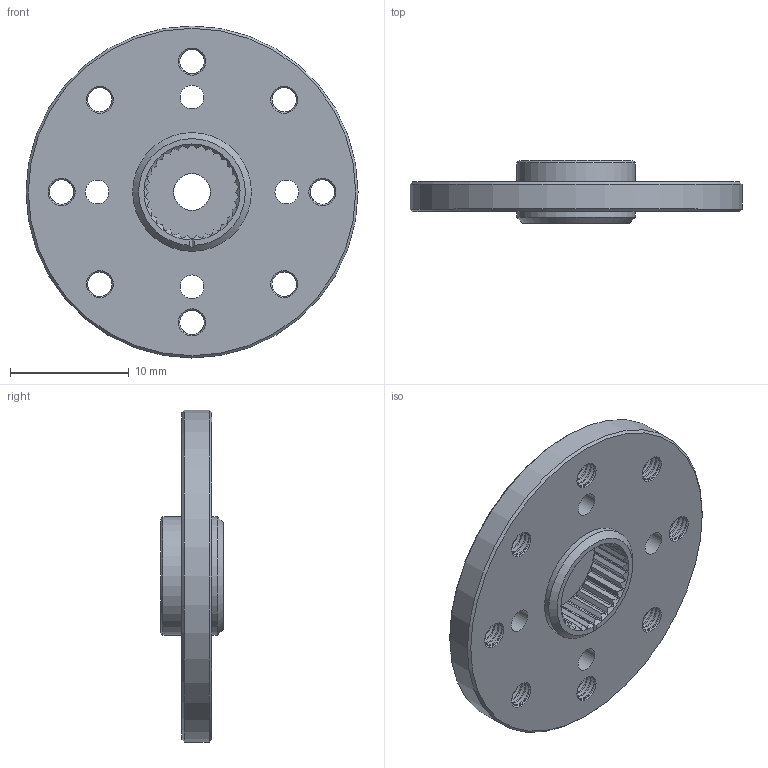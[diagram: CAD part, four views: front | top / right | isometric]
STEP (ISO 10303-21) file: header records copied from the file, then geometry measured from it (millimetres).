
FILE_DESCRIPTION(/* description */ (''),/* implementation_level */ '2;1');
FILE_NAME(/* name */ 'HN05-N101.step',/* time_stamp */ '2019-12-10T23:28:03+00:00',/* author */ (''),/* organization */ (''),/* preprocessor_version */ 'ST-DEVELOPER v18',/* originating_system */ 'Autodesk Translation Framework v8.12.0.6',/* authorisation */ '');
FILE_SCHEMA (('AUTOMOTIVE_DESIGN { 1 0 10303 214 3 1 1 }'));
Length unit declared in the file: millimetre
Products named in the file (1): HN05-N101up
Bounding box: 28 x 5.3 x 28 mm (x, y, z)
Volume: 1441.8 mm3; surface area: 1836.6 mm2
Topology: 1 solids, 1 shells, 272 faces, 788 edges, 520 vertices
Faces by surface type: cylinder 143, plane 83, cone 30, bspline 16
Full cylindrical faces by diameter (mm): 2 x4, 2.075 x40, 2.58 x32, 3.1 x1, 8.1 x1, 10 x2, 28 x1
Entity records: 16248 total; most frequent: CARTESIAN_POINT 9758, ORIENTED_EDGE 1570, DIRECTION 1063, EDGE_CURVE 785, VERTEX_POINT 520, AXIS2_PLACEMENT_3D 421, B_SPLINE_CURVE_WITH_KNOTS 338, EDGE_LOOP 303
